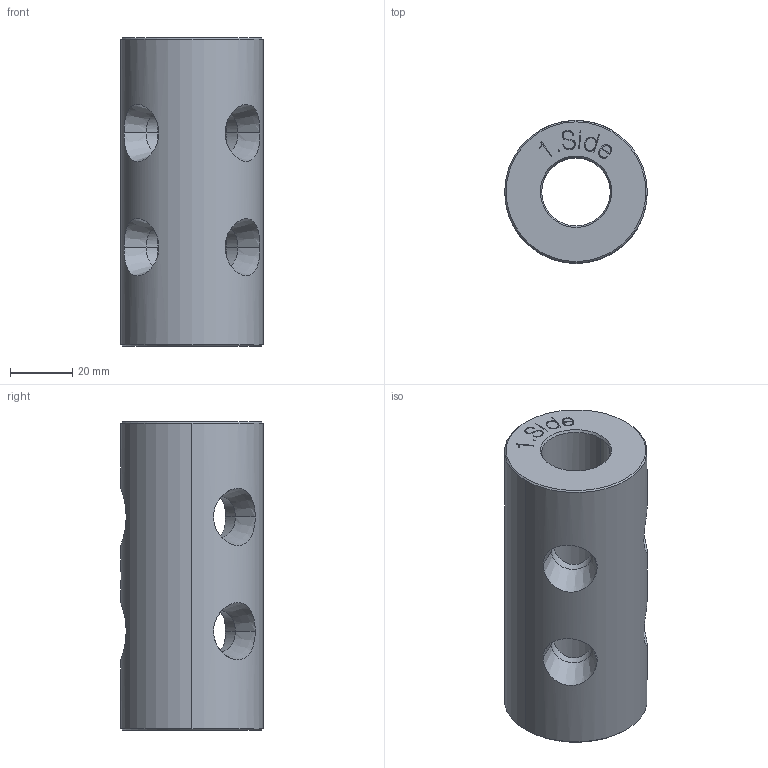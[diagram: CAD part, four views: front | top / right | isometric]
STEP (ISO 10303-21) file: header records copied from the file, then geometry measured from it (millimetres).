
FILE_DESCRIPTION(('no description'),'unknown implementation level');
FILE_NAME('AF19DF21-98CD-4B32-AA0C-E4BED5D05D75_export.stp',' ',('CIMSOURCE GmbH'),('CADClick - KiM GmbH - www.kimweb.de'),'unknown preprocess','ACIS','unknown authorization');
FILE_SCHEMA(('automotive_design'));
Length unit declared in the file: millimetre
Products named in the file (1): NONE
Bounding box: 46 x 46 x 99.4 mm (x, y, z)
Volume: 113674.4 mm3; surface area: 24795.1 mm2
Topology: 1 solids, 1 shells, 201 faces, 521 edges, 338 vertices
Faces by surface type: plane 81, bspline 78, cone 24, cylinder 18
Entity records: 17475 total; most frequent: CARTESIAN_POINT 7200, STYLED_ITEM 1057, PRESENTATION_STYLE_ASSIGNMENT 1057, COLOUR_RGB 1057, ORIENTED_EDGE 1034, DIRECTION 621, EDGE_CURVE 517, CURVE_STYLE 517
